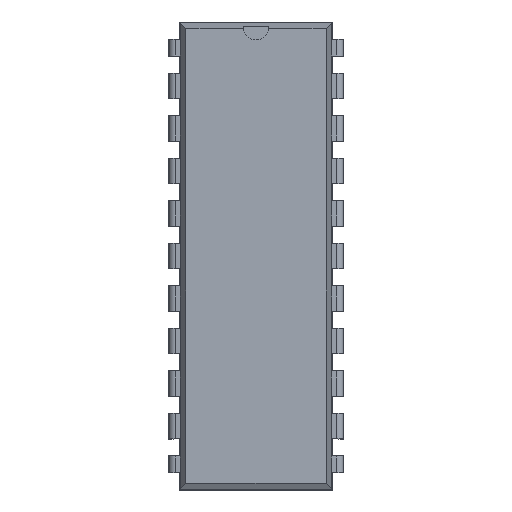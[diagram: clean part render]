
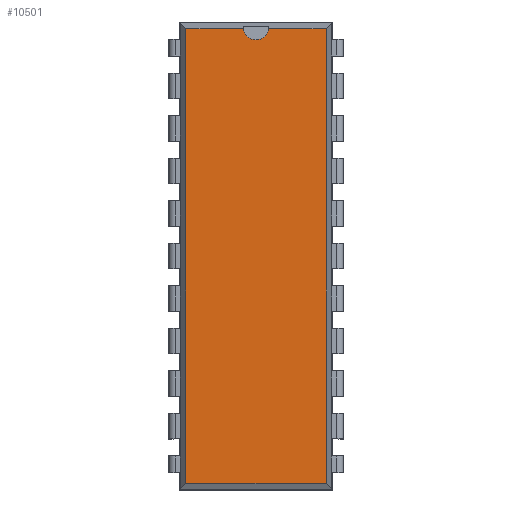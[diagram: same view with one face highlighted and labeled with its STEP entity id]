
A CAD part, top view. The second image highlights one B-rep face of the part: STEP entity #10501.
In plain terms, the highlighted planar face has unit normal (0, 0, 1).
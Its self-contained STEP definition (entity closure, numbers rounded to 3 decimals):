
#5740 = VERTEX_POINT('',#5741);
#5741 = CARTESIAN_POINT('',(9.268,0.871,3.68));
#5746 = EDGE_CURVE('',#5747,#5740,#5749,.T.);
#5747 = VERTEX_POINT('',#5748);
#5748 = CARTESIAN_POINT('',(9.268,-26.271,3.68));
#5749 = LINE('',#5750,#5751);
#5750 = CARTESIAN_POINT('',(9.268,-26.271,3.68));
#5751 = VECTOR('',#5752,1.);
#5752 = DIRECTION('',(0.,1.,0.));
#7906 = VERTEX_POINT('',#7907);
#7907 = CARTESIAN_POINT('',(0.892,0.871,3.68));
#7912 = EDGE_CURVE('',#7913,#7906,#7915,.T.);
#7913 = VERTEX_POINT('',#7914);
#7914 = CARTESIAN_POINT('',(4.334,0.871,3.68));
#7915 = LINE('',#7916,#7917);
#7916 = CARTESIAN_POINT('',(9.268,0.871,3.68));
#7917 = VECTOR('',#7918,1.);
#7918 = DIRECTION('',(-1.,0.,0.));
#8133 = VERTEX_POINT('',#8134);
#8134 = CARTESIAN_POINT('',(5.826,0.871,3.68));
#8238 = EDGE_CURVE('',#5740,#8133,#8239,.T.);
#8239 = LINE('',#8240,#8241);
#8240 = CARTESIAN_POINT('',(9.268,0.871,3.68));
#8241 = VECTOR('',#8242,1.);
#8242 = DIRECTION('',(-1.,0.,0.));
#8331 = VERTEX_POINT('',#8332);
#8332 = CARTESIAN_POINT('',(0.892,-26.271,3.68));
#8337 = EDGE_CURVE('',#7906,#8331,#8338,.T.);
#8338 = LINE('',#8339,#8340);
#8339 = CARTESIAN_POINT('',(0.892,0.871,3.68));
#8340 = VECTOR('',#8341,1.);
#8341 = DIRECTION('',(0.,-1.,0.));
#10490 = EDGE_CURVE('',#8331,#5747,#10491,.T.);
#10491 = LINE('',#10492,#10493);
#10492 = CARTESIAN_POINT('',(0.892,-26.271,3.68));
#10493 = VECTOR('',#10494,1.);
#10494 = DIRECTION('',(1.,0.,0.));
#10501 = ADVANCED_FACE('',(#10502),#10525,.F.);
#10502 = FACE_BOUND('',#10503,.F.);
#10503 = EDGE_LOOP('',(#10504,#10505,#10506,#10507,#10508,#10517,#10524)
);
#10504 = ORIENTED_EDGE('',*,*,#5746,.F.);
#10505 = ORIENTED_EDGE('',*,*,#10490,.F.);
#10506 = ORIENTED_EDGE('',*,*,#8337,.F.);
#10507 = ORIENTED_EDGE('',*,*,#7912,.F.);
#10508 = ORIENTED_EDGE('',*,*,#10509,.F.);
#10509 = EDGE_CURVE('',#10510,#7913,#10512,.T.);
#10510 = VERTEX_POINT('',#10511);
#10511 = CARTESIAN_POINT('',(5.08,0.196,3.68));
#10512 = CIRCLE('',#10513,0.75);
#10513 = AXIS2_PLACEMENT_3D('',#10514,#10515,#10516);
#10514 = CARTESIAN_POINT('',(5.08,0.946,3.68));
#10515 = DIRECTION('',(0.,0.,-1.));
#10516 = DIRECTION('',(0.,-1.,0.));
#10517 = ORIENTED_EDGE('',*,*,#10518,.F.);
#10518 = EDGE_CURVE('',#8133,#10510,#10519,.T.);
#10519 = CIRCLE('',#10520,0.75);
#10520 = AXIS2_PLACEMENT_3D('',#10521,#10522,#10523);
#10521 = CARTESIAN_POINT('',(5.08,0.946,3.68));
#10522 = DIRECTION('',(0.,0.,-1.));
#10523 = DIRECTION('',(0.,-1.,0.));
#10524 = ORIENTED_EDGE('',*,*,#8238,.F.);
#10525 = PLANE('',#10526);
#10526 = AXIS2_PLACEMENT_3D('',#10527,#10528,#10529);
#10527 = CARTESIAN_POINT('',(9.268,-26.271,3.68));
#10528 = DIRECTION('',(0.,0.,-1.));
#10529 = DIRECTION('',(-0.295,0.956,0.));
